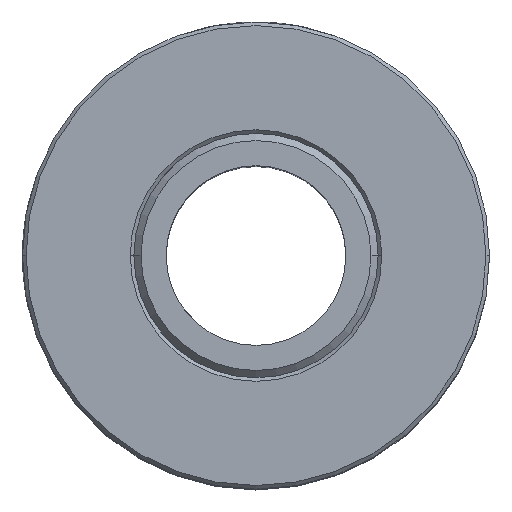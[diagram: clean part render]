
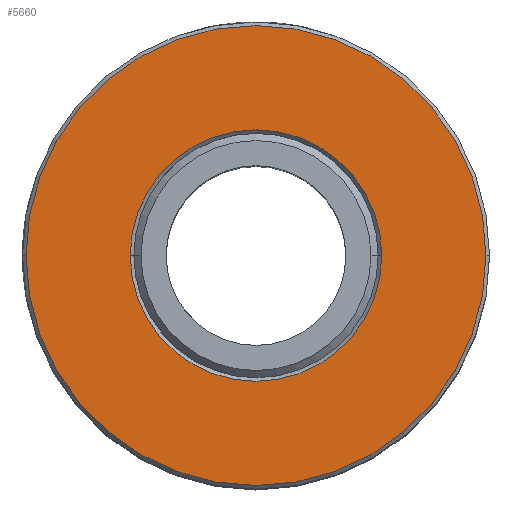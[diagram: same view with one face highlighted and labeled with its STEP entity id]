
A CAD part, top view. The second image highlights one B-rep face of the part: STEP entity #5660.
In plain terms, the highlighted face is planar.
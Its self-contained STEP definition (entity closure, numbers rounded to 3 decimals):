
#3 = VERTEX_POINT ( 'NONE', #5694 ) ;
#8 = CARTESIAN_POINT ( 'NONE',  ( 0., 0., 0. ) ) ;
#250 = CARTESIAN_POINT ( 'NONE',  ( 0., 0., 0. ) ) ;
#776 = DIRECTION ( 'NONE',  ( 0., 0., 1. ) ) ;
#777 = EDGE_LOOP ( 'NONE', ( #9866, #2445 ) ) ;
#921 = CARTESIAN_POINT ( 'NONE',  ( -6.4, 0., 0. ) ) ;
#1356 = CARTESIAN_POINT ( 'NONE',  ( 0., 0., 0. ) ) ;
#1397 = VERTEX_POINT ( 'NONE', #6953 ) ;
#1410 = CARTESIAN_POINT ( 'NONE',  ( 0., 0., 0. ) ) ;
#1662 = VERTEX_POINT ( 'NONE', #921 ) ;
#1876 = EDGE_CURVE ( 'NONE', #9814, #3, #9801, .T. ) ;
#1885 = DIRECTION ( 'NONE',  ( 0., 0., -1. ) ) ;
#2445 = ORIENTED_EDGE ( 'NONE', *, *, #6846, .T. ) ;
#3257 = AXIS2_PLACEMENT_3D ( 'NONE', #250, #1885, #7489 ) ;
#3291 = CARTESIAN_POINT ( 'NONE',  ( 0., 0., 0. ) ) ;
#3700 = EDGE_LOOP ( 'NONE', ( #10255, #6323 ) ) ;
#4032 = AXIS2_PLACEMENT_3D ( 'NONE', #1356, #5478, #6928 ) ;
#4104 = DIRECTION ( 'NONE',  ( 1., 0., 0. ) ) ;
#4657 = DIRECTION ( 'NONE',  ( 1., 0., 0. ) ) ;
#4983 = DIRECTION ( 'NONE',  ( 0., 0., 1. ) ) ;
#5478 = DIRECTION ( 'NONE',  ( 0., 0., 1. ) ) ;
#5558 = PLANE ( 'NONE',  #9570 ) ;
#5660 = ADVANCED_FACE ( 'NONE', ( #9369, #8688 ), #5558, .F. ) ;
#5694 = CARTESIAN_POINT ( 'NONE',  ( 3.5, 0., 0. ) ) ;
#5744 = CIRCLE ( 'NONE', #9315, 3.5 ) ;
#6202 = CIRCLE ( 'NONE', #3257, 6.4 ) ;
#6323 = ORIENTED_EDGE ( 'NONE', *, *, #9826, .T. ) ;
#6846 = EDGE_CURVE ( 'NONE', #3, #9814, #5744, .T. ) ;
#6928 = DIRECTION ( 'NONE',  ( 1., 0., 0. ) ) ;
#6953 = CARTESIAN_POINT ( 'NONE',  ( 6.4, 0., 0. ) ) ;
#7489 = DIRECTION ( 'NONE',  ( 1., 0., 0. ) ) ;
#7962 = DIRECTION ( 'NONE',  ( 0., 0., -1. ) ) ;
#8688 = FACE_OUTER_BOUND ( 'NONE', #3700, .T. ) ;
#8743 = CIRCLE ( 'NONE', #9455, 6.4 ) ;
#8753 = EDGE_CURVE ( 'NONE', #1397, #1662, #8743, .T. ) ;
#8996 = CARTESIAN_POINT ( 'NONE',  ( -3.5, 0., 0. ) ) ;
#9315 = AXIS2_PLACEMENT_3D ( 'NONE', #3291, #4983, #4104 ) ;
#9369 = FACE_BOUND ( 'NONE', #777, .T. ) ;
#9455 = AXIS2_PLACEMENT_3D ( 'NONE', #1410, #7962, #4657 ) ;
#9558 = DIRECTION ( 'NONE',  ( 1., 0., 0. ) ) ;
#9570 = AXIS2_PLACEMENT_3D ( 'NONE', #8, #776, #9558 ) ;
#9801 = CIRCLE ( 'NONE', #4032, 3.5 ) ;
#9814 = VERTEX_POINT ( 'NONE', #8996 ) ;
#9826 = EDGE_CURVE ( 'NONE', #1662, #1397, #6202, .T. ) ;
#9866 = ORIENTED_EDGE ( 'NONE', *, *, #1876, .T. ) ;
#10255 = ORIENTED_EDGE ( 'NONE', *, *, #8753, .T. ) ;
